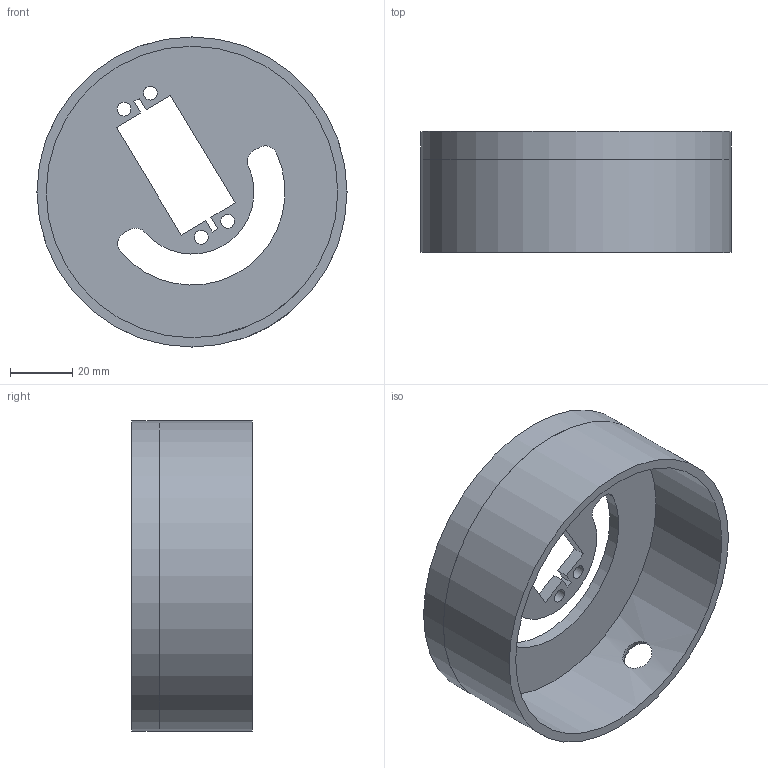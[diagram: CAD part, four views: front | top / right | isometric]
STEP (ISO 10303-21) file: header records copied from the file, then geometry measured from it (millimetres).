
FILE_DESCRIPTION(/* description */ (''),/* implementation_level */ '2;1');
FILE_NAME(/* name */ 'bottom.stp',/* time_stamp */ '2019-12-17T20:09:49-05:00',/* author */ ('Bob Peret'),/* organization */ (''),/* preprocessor_version */ 'ST-DEVELOPER v16.13',/* originating_system */ 'Autodesk Inventor 2018',/* authorisation */ '');
FILE_SCHEMA (('AUTOMOTIVE_DESIGN { 1 0 10303 214 3 1 1 }'));
Length unit declared in the file: millimetre
Products named in the file (3): bottom; motorPlate; base
Assembly tree (2 placements, depth 2):
  bottom
    motorPlate
    base
Bounding box: 100 x 39 x 100 mm (x, y, z)
Volume: 58311 mm3; surface area: 37594.4 mm2
Topology: 2 solids, 2 shells, 36 faces, 92 edges, 61 vertices
Faces by surface type: plane 19, cylinder 15, torus 1, bspline 1
Full cylindrical faces by diameter (mm): 4.46 x4, 10 x1, 90 x1, 94 x1, 100 x2
Entity records: 1340 total; most frequent: CARTESIAN_POINT 341, DIRECTION 190, ORIENTED_EDGE 162, EDGE_CURVE 81, AXIS2_PLACEMENT_3D 71, EDGE_LOOP 63, VERTEX_POINT 60, LINE 48
